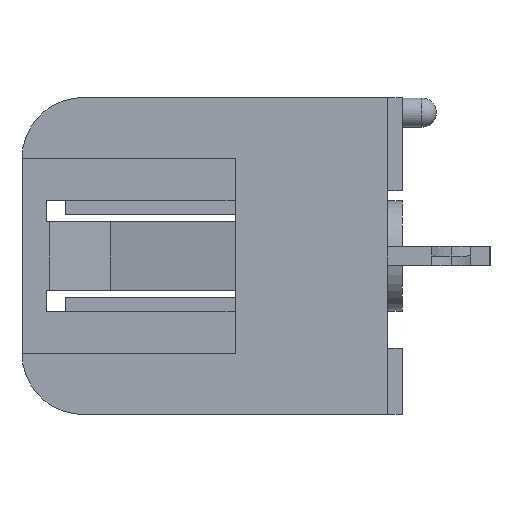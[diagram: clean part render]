
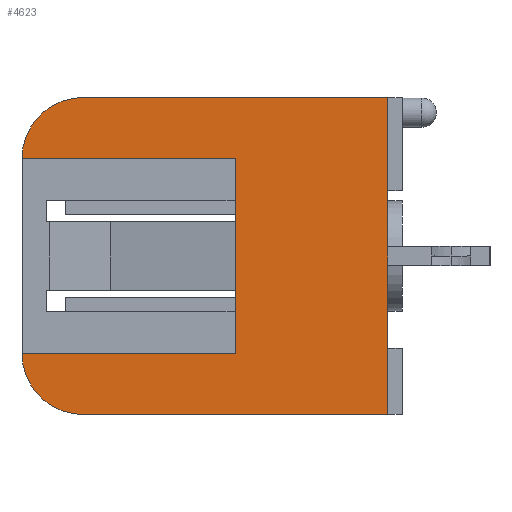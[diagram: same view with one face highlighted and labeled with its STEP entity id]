
A CAD part, left-side view. The second image highlights one B-rep face of the part: STEP entity #4623.
In plain terms, the highlighted planar face has unit normal (-1, 0, 0).
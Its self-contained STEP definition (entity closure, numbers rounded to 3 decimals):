
#37 = VECTOR ( 'NONE', #208, 1000. ) ;
#208 = DIRECTION ( 'NONE',  ( 0., 1., 0. ) ) ;
#274 = DIRECTION ( 'NONE',  ( 1., 0., 0. ) ) ;
#293 = AXIS2_PLACEMENT_3D ( 'NONE', #3568, #274, #6198 ) ;
#399 = EDGE_CURVE ( 'NONE', #8009, #6543, #1511, .T. ) ;
#421 = ORIENTED_EDGE ( 'NONE', *, *, #862, .F. ) ;
#489 = DIRECTION ( 'NONE',  ( 0., 0., -1. ) ) ;
#583 = VECTOR ( 'NONE', #7997, 1000. ) ;
#862 = EDGE_CURVE ( 'NONE', #6818, #8089, #6441, .T. ) ;
#908 = CARTESIAN_POINT ( 'NONE',  ( -16.46, 19.05, 5.08 ) ) ;
#975 = DIRECTION ( 'NONE',  ( 0., 0., 1. ) ) ;
#980 = EDGE_CURVE ( 'NONE', #7654, #2565, #1835, .T. ) ;
#1122 = CARTESIAN_POINT ( 'NONE',  ( -16.46, 19.05, -5.08 ) ) ;
#1143 = DIRECTION ( 'NONE',  ( 0., -1., 0. ) ) ;
#1149 = DIRECTION ( 'NONE',  ( 0., 0., -1. ) ) ;
#1180 = CARTESIAN_POINT ( 'NONE',  ( -16.46, 19.05, -8.255 ) ) ;
#1377 = AXIS2_PLACEMENT_3D ( 'NONE', #5255, #6502, #1149 ) ;
#1511 = LINE ( 'NONE', #1180, #583 ) ;
#1563 = PLANE ( 'NONE',  #293 ) ;
#1757 = ORIENTED_EDGE ( 'NONE', *, *, #3181, .T. ) ;
#1821 = VECTOR ( 'NONE', #489, 1000. ) ;
#1835 = LINE ( 'NONE', #3659, #37 ) ;
#1955 = ORIENTED_EDGE ( 'NONE', *, *, #399, .T. ) ;
#2139 = DIRECTION ( 'NONE',  ( -1., 0., 0. ) ) ;
#2442 = CARTESIAN_POINT ( 'NONE',  ( -16.46, 19.05, 8.255 ) ) ;
#2565 = VERTEX_POINT ( 'NONE', #1122 ) ;
#2895 = DIRECTION ( 'NONE',  ( 0., -1., 0. ) ) ;
#2991 = VECTOR ( 'NONE', #975, 1000. ) ;
#3003 = ORIENTED_EDGE ( 'NONE', *, *, #4906, .T. ) ;
#3181 = EDGE_CURVE ( 'NONE', #6543, #8089, #8343, .T. ) ;
#3291 = LINE ( 'NONE', #908, #8655 ) ;
#3535 = DIRECTION ( 'NONE',  ( 0., 0., -1. ) ) ;
#3568 = CARTESIAN_POINT ( 'NONE',  ( -16.46, 19.05, 8.255 ) ) ;
#3659 = CARTESIAN_POINT ( 'NONE',  ( -16.46, 19.05, -5.08 ) ) ;
#3799 = VERTEX_POINT ( 'NONE', #6447 ) ;
#4095 = ORIENTED_EDGE ( 'NONE', *, *, #7264, .T. ) ;
#4283 = VERTEX_POINT ( 'NONE', #7797 ) ;
#4516 = CARTESIAN_POINT ( 'NONE',  ( -16.46, 7.95, 5.08 ) ) ;
#4556 = CIRCLE ( 'NONE', #1377, 3.175 ) ;
#4571 = VECTOR ( 'NONE', #1143, 1000. ) ;
#4623 = ADVANCED_FACE ( 'NONE', ( #7571 ), #1563, .F. ) ;
#4626 = EDGE_LOOP ( 'NONE', ( #4095, #8290, #3003, #6532, #8114, #1955, #1757, #421 ) ) ;
#4697 = EDGE_CURVE ( 'NONE', #3799, #4283, #3291, .T. ) ;
#4750 = AXIS2_PLACEMENT_3D ( 'NONE', #6228, #2139, #3535 ) ;
#4841 = EDGE_CURVE ( 'NONE', #2565, #8009, #4556, .T. ) ;
#4881 = CARTESIAN_POINT ( 'NONE',  ( -16.46, 0., -8.255 ) ) ;
#4906 = EDGE_CURVE ( 'NONE', #4283, #7654, #7263, .T. ) ;
#4956 = CARTESIAN_POINT ( 'NONE',  ( -16.46, 15.875, 8.255 ) ) ;
#5255 = CARTESIAN_POINT ( 'NONE',  ( -16.46, 15.875, -5.08 ) ) ;
#5740 = CIRCLE ( 'NONE', #4750, 3.175 ) ;
#6198 = DIRECTION ( 'NONE',  ( 0., 0., -1. ) ) ;
#6228 = CARTESIAN_POINT ( 'NONE',  ( -16.46, 15.875, 5.08 ) ) ;
#6368 = CARTESIAN_POINT ( 'NONE',  ( -16.46, 0., 8.255 ) ) ;
#6441 = LINE ( 'NONE', #2442, #4571 ) ;
#6447 = CARTESIAN_POINT ( 'NONE',  ( -16.46, 19.05, 5.08 ) ) ;
#6502 = DIRECTION ( 'NONE',  ( -1., 0., 0. ) ) ;
#6532 = ORIENTED_EDGE ( 'NONE', *, *, #980, .T. ) ;
#6543 = VERTEX_POINT ( 'NONE', #4881 ) ;
#6818 = VERTEX_POINT ( 'NONE', #4956 ) ;
#6864 = CARTESIAN_POINT ( 'NONE',  ( -16.46, 7.95, -5.08 ) ) ;
#7263 = LINE ( 'NONE', #4516, #1821 ) ;
#7264 = EDGE_CURVE ( 'NONE', #6818, #3799, #5740, .T. ) ;
#7571 = FACE_OUTER_BOUND ( 'NONE', #4626, .T. ) ;
#7654 = VERTEX_POINT ( 'NONE', #6864 ) ;
#7777 = CARTESIAN_POINT ( 'NONE',  ( -16.46, 15.875, -8.255 ) ) ;
#7797 = CARTESIAN_POINT ( 'NONE',  ( -16.46, 7.95, 5.08 ) ) ;
#7997 = DIRECTION ( 'NONE',  ( 0., -1., 0. ) ) ;
#8009 = VERTEX_POINT ( 'NONE', #7777 ) ;
#8014 = CARTESIAN_POINT ( 'NONE',  ( -16.46, 0., 8.255 ) ) ;
#8089 = VERTEX_POINT ( 'NONE', #8014 ) ;
#8114 = ORIENTED_EDGE ( 'NONE', *, *, #4841, .T. ) ;
#8290 = ORIENTED_EDGE ( 'NONE', *, *, #4697, .T. ) ;
#8343 = LINE ( 'NONE', #6368, #2991 ) ;
#8655 = VECTOR ( 'NONE', #2895, 1000. ) ;
